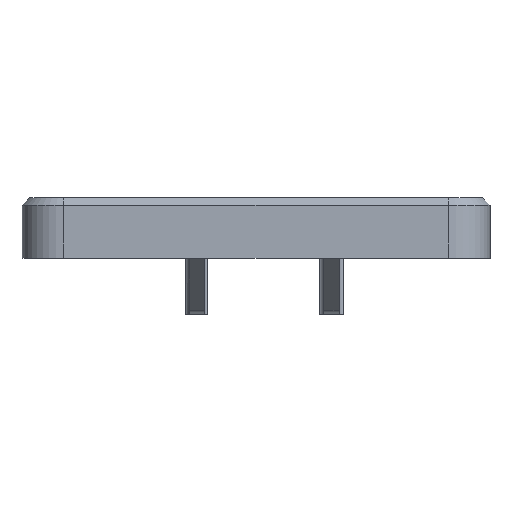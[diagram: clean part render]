
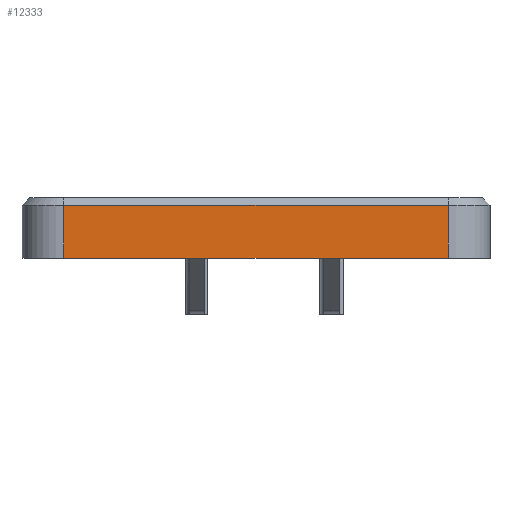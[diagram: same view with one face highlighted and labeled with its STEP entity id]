
A CAD part, left-side view. The second image highlights one B-rep face of the part: STEP entity #12333.
In plain terms, the highlighted planar face has unit normal (-1, 0, 0).
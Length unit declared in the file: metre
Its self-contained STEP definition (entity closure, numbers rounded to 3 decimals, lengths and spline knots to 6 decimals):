
#3076=ORIENTED_EDGE('',*,*,#5309,.T.);
#3077=ORIENTED_EDGE('',*,*,#5310,.T.);
#3078=ORIENTED_EDGE('',*,*,#5311,.T.);
#3079=ORIENTED_EDGE('',*,*,#5298,.F.);
#5298=EDGE_CURVE('',#6595,#6596,#8152,.T.);
#5309=EDGE_CURVE('',#6595,#6602,#8159,.F.);
#5310=EDGE_CURVE('',#6602,#6603,#8160,.T.);
#5311=EDGE_CURVE('',#6603,#6596,#8161,.T.);
#6595=VERTEX_POINT('',#19301);
#6596=VERTEX_POINT('',#19303);
#6602=VERTEX_POINT('',#19322);
#6603=VERTEX_POINT('',#19326);
#8152=LINE('',#19302,#9795);
#8159=LINE('',#19323,#9802);
#8160=LINE('',#19325,#9803);
#8161=LINE('',#19327,#9804);
#9795=VECTOR('',#15687,1.);
#9802=VECTOR('',#15708,1.);
#9803=VECTOR('',#15711,1.);
#9804=VECTOR('',#15712,1.);
#10529=EDGE_LOOP('',(#3076,#3077,#3078,#3079));
#11243=FACE_BOUND('',#10529,.T.);
#11811=PLANE('',#13001);
#12333=ADVANCED_FACE('',(#11243),#11811,.T.);
#13001=AXIS2_PLACEMENT_3D('',#19324,#15709,#15710);
#15687=DIRECTION('',(0.,1.,0.));
#15708=DIRECTION('',(0.,0.,-1.));
#15709=DIRECTION('',(-1.,0.,0.));
#15710=DIRECTION('',(0.,-1.,0.));
#15711=DIRECTION('',(0.,1.,0.));
#15712=DIRECTION('',(0.,0.,-1.));
#19301=CARTESIAN_POINT('',(-0.0461,-0.02551,0.008715));
#19302=CARTESIAN_POINT('',(-0.0461,-0.00001,0.008715));
#19303=CARTESIAN_POINT('',(-0.0461,0.02549,0.008715));
#19322=CARTESIAN_POINT('',(-0.0461,-0.02551,0.015715));
#19323=CARTESIAN_POINT('',(-0.0461,-0.02551,0.016715));
#19324=CARTESIAN_POINT('',(-0.0461,-0.00001,0.014715));
#19325=CARTESIAN_POINT('',(-0.0461,-0.00001,0.015715));
#19326=CARTESIAN_POINT('',(-0.0461,0.02549,0.015715));
#19327=CARTESIAN_POINT('',(-0.0461,0.02549,0.014715));
